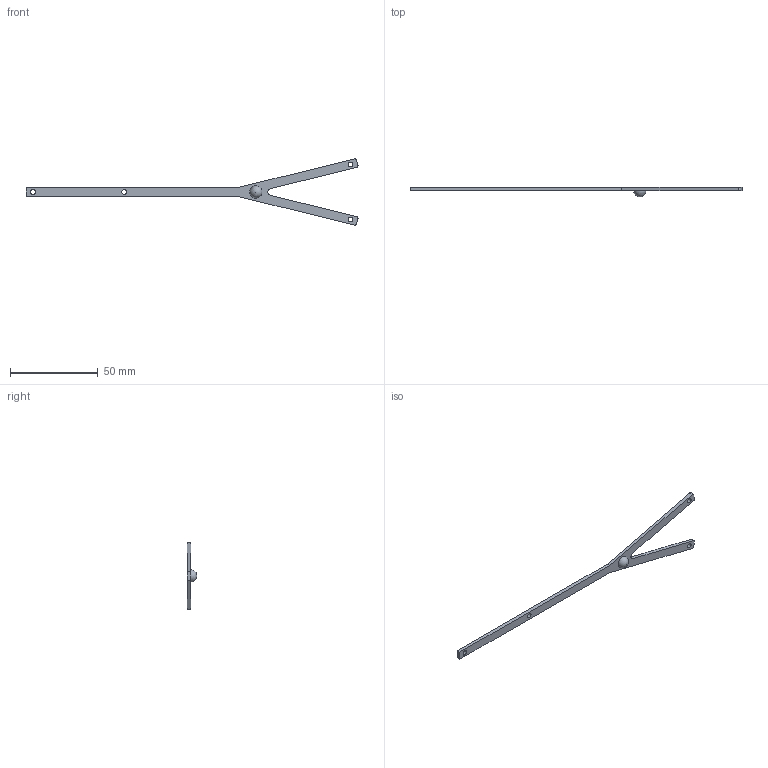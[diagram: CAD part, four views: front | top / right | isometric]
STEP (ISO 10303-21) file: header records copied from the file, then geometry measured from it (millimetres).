
FILE_DESCRIPTION(/* description */ (''),/* implementation_level */ '2;1');
FILE_NAME(/* name */ 'connector.stp',/* time_stamp */ '2024-10-24T14:24:23+02:00',/* author */ ('kamil'),/* organization */ (''),/* preprocessor_version */ 'ST-DEVELOPER v19.2',/* originating_system */ 'Autodesk Inventor 2024',/* authorisation */ '');
FILE_SCHEMA (('AUTOMOTIVE_DESIGN { 1 0 10303 214 3 1 1 }'));
Length unit declared in the file: millimetre
Products named in the file (1): connector
Bounding box: 189.27 x 5.5 x 37.72 mm (x, y, z)
Volume: 2614.7 mm3; surface area: 3638.3 mm2
Topology: 1 solids, 1 shells, 21 faces, 57 edges, 38 vertices
Faces by surface type: plane 11, cylinder 9, sphere 1
Full cylindrical faces by diameter (mm): 2.8 x4
Entity records: 725 total; most frequent: DIRECTION 120, CARTESIAN_POINT 116, ORIENTED_EDGE 112, EDGE_CURVE 56, AXIS2_PLACEMENT_3D 42, VERTEX_POINT 38, LINE 36, VECTOR 36
